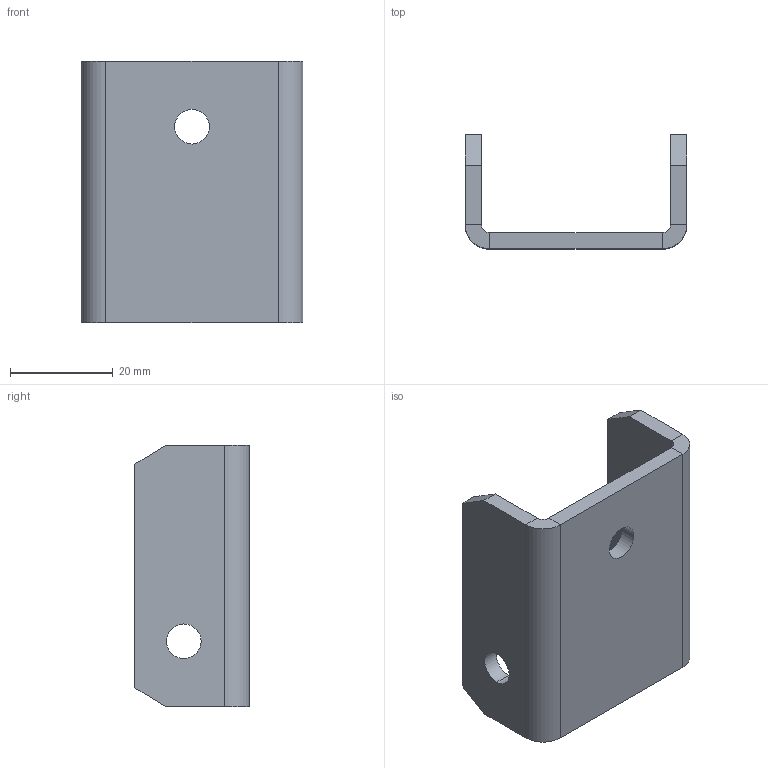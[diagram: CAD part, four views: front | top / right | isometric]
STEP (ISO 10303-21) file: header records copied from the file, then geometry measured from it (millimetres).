
FILE_DESCRIPTION (( 'STEP AP214' ), '1' );
FILE_NAME ('LR20-Dxx2 Foot Bracket.STEP', '2019-02-27T20:03:43', ( '' ), ( '' ), 'SwSTEP 2.0', 'SolidWorks 2018', '' );
FILE_SCHEMA (( 'AUTOMOTIVE_DESIGN' ));
Length unit declared in the file: inch
Products named in the file (1): LR20-Dxx2 Foot Bracket
Bounding box: 43.18 x 22.23 x 50.8 mm (x, y, z)
Volume: 12193.7 mm3; surface area: 8670.7 mm2
Topology: 1 solids, 1 shells, 32 faces, 74 edges, 44 vertices
Faces by surface type: plane 22, cylinder 10
Entity records: 942 total; most frequent: DIRECTION 160, CARTESIAN_POINT 151, ORIENTED_EDGE 148, EDGE_CURVE 74, VECTOR 54, LINE 54, AXIS2_PLACEMENT_3D 53, VERTEX_POINT 44
